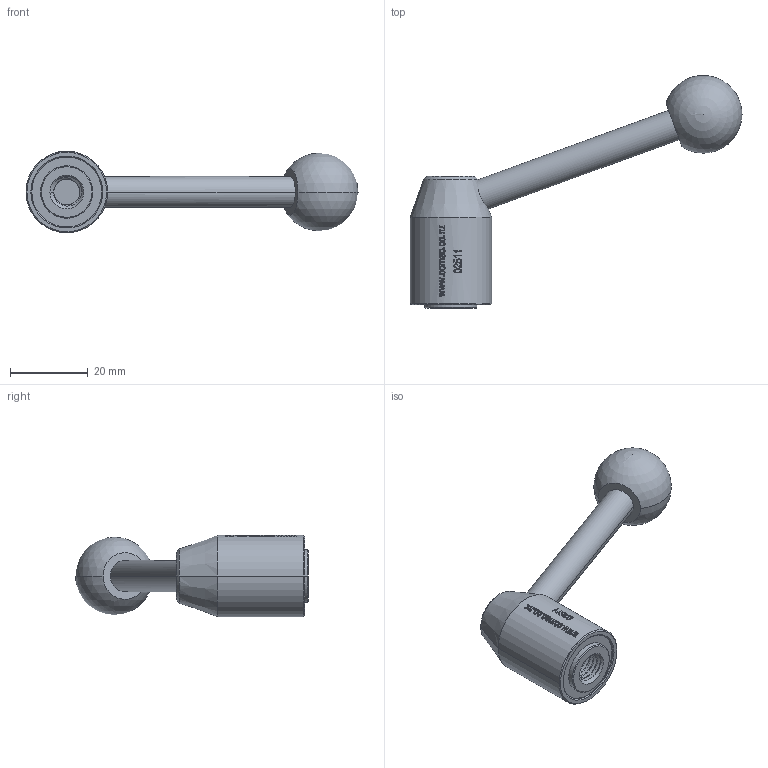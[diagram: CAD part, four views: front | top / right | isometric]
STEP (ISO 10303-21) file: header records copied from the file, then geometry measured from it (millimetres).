
FILE_DESCRIPTION (( 'STEP AP214' ), '1' );
FILE_NAME ('02511-Tension Lever Zinc Int Thread M8.STEP', '2018-08-05T20:34:19', ( '' ), ( '' ), 'SwSTEP 2.0', 'SolidWorks 2018', '' );
FILE_SCHEMA (( 'AUTOMOTIVE_DESIGN' ));
Length unit declared in the file: millimetre
Products named in the file (1): 02511-Tension Lever Zinc Int Thread M8
Bounding box: 85.5 x 60 x 21 mm (x, y, z)
Volume: 16425.8 mm3; surface area: 5697.3 mm2
Topology: 1 solids, 1 shells, 305 faces, 818 edges, 541 vertices
Faces by surface type: plane 135, bspline 100, cylinder 56, cone 12, sphere 2
Entity records: 18736 total; most frequent: CARTESIAN_POINT 12135, ORIENTED_EDGE 1624, DIRECTION 958, EDGE_CURVE 812, VERTEX_POINT 537, VECTOR 350, LINE 350, EDGE_LOOP 333
